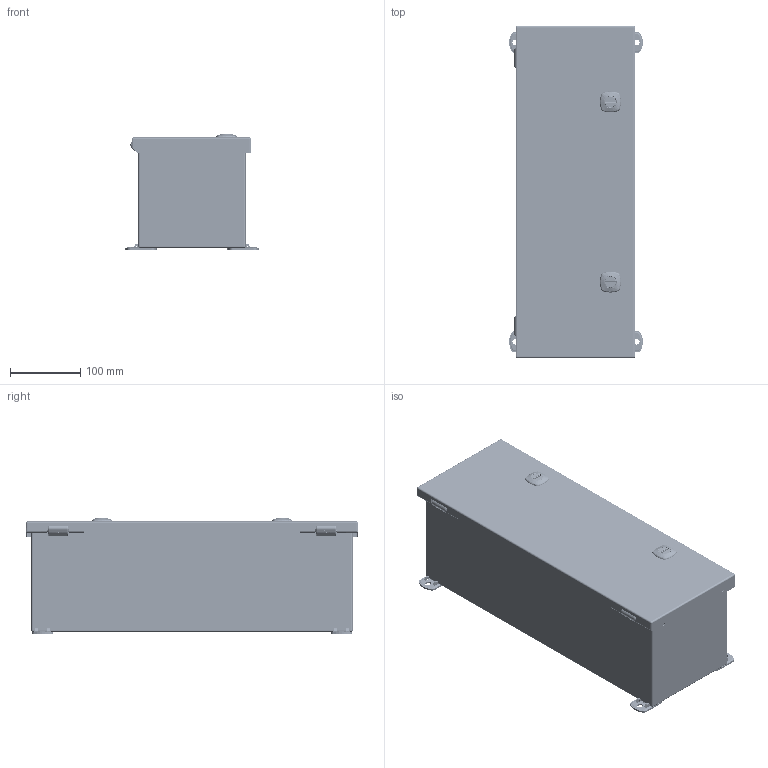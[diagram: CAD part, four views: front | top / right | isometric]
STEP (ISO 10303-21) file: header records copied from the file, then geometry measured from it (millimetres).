
FILE_DESCRIPTION(/* description */ ('1412CH 18" x 6" x 6" Assembly'),/* implementation_level */ '2;1');
FILE_NAME(/* name */ '1412CH060618IP.stp',/* time_stamp */ '2025-05-22T16:56:10-04:00',/* author */ ('BoxCad'),/* organization */ (''),/* preprocessor_version */ 'ST-DEVELOPER v20',/* originating_system */ 'Autodesk Inventor 2024',/* authorisation */ '');
FILE_SCHEMA (('AUTOMOTIVE_DESIGN { 1 0 10303 214 3 1 1 }'));
Products named in the file (44): 1412CH060618IP; 1412CH060618IPB; 1412CH060618IPB-P; STK-Q-08350; 1412CH060618IPIP; 1412CH060618IPIP-P; 1412CH060618IPMF; 1412CH060618IPMF1; STK-Q-71310; STK-Q-10251; STK-Q-10251-A; STK-Q-10251-B; STK-Q-03070; STK-Q-07260; 1412CH060618IPC; 1412CH060618IPC-P; 1412CH060618IPG; STK-A-33033-1; STK-A-33033-2; STK-Q-33033-B; STK-Q-33033-S; STK-Q-33033-G; STK-S-00100; STK-P-02400S; STANDOFF_M6 x 10mm; STK-A-880SCQ4CH-SL-1; STK-A-880SCQ4CH-SL-2; STK-Q-78111; STK-Q-78120; STK-Q-03200; STK-Q-78141; STK-Q-90390; STK-Q-78160; STK-Q-78555; STK-Q-78111-R; STK-A-08126-1; STK-Q-08110_1; STK-A-08126-2; STK-Q-10258; STK-Q-10258-A ...
Assembly tree (78 placements, depth 4):
  1412CH060618IP
    1412CH060618IPB
      1412CH060618IPB-P
      STK-Q-08350  x4
      STK-P-02400S
      STANDOFF_M6 x 10mm
    1412CH060618IPIP
      1412CH060618IPIP-P
    1412CH060618IPMF
      STK-Q-71310  x2
      STK-Q-03200  x2
      STK-Q-03070  x2
      STK-Q-10251  x2
        STK-Q-10251-A
        STK-Q-10251-B
      STK-Q-07260  x2
    1412CH060618IPMF1
      STK-Q-71310  x2
      STK-Q-03200  x2
      STK-Q-03070  x2
      STK-Q-10251  x2
        STK-Q-10251-A
        STK-Q-10251-B
      STK-Q-07260  x2
    1412CH060618IPC
      1412CH060618IPC-P
      1412CH060618IPG
      STK-A-33033-1
        STK-Q-33033-B
        STK-Q-33033-S
        STK-Q-33033-G
      STK-A-33033-2
        STK-Q-33033-B
        STK-Q-33033-S
        STK-Q-33033-G
      STK-S-00100
      STK-P-02400S
      STANDOFF_M6 x 10mm
      STK-A-880SCQ4CH-SL-1
        STK-Q-78111
        STK-Q-78120
        STK-Q-03200
        STK-Q-78141
        STK-Q-90390
        STK-Q-78160
        STK-Q-78555
        STK-Q-78111-R
      STK-A-880SCQ4CH-SL-2
        STK-Q-78111
        STK-Q-78120
        STK-Q-03200
        STK-Q-78141
        STK-Q-90390
        STK-Q-78160
        STK-Q-78555
        STK-Q-78111-R
    STK-A-08126-1
      STK-Q-10258
        STK-Q-10258-A
        STK-Q-10258-B
Bounding box: 190.4 x 472.24 x 163.85 mm (x, y, z)
Volume: 700422.3 mm3; surface area: 933525.6 mm2
Topology: 67 solids, 67 shells, 9235 faces, 23624 edges, 14384 vertices
Faces by surface type: plane 4701, cylinder 1930, bspline 1588, torus 630, cone 202, sphere 184
Full cylindrical faces by diameter (mm): 0.762 x6, 0.9 x6, 3 x2, 3.175 x2, 4 x2, 4.2 x2, 4.4 x6, 4.45 x2, 4.9 x14, 5 x4, 5.1 x48, 5.9 x78, 6 x4, 6.1 x6, 7.62 x2, 7.747 x4, 8.128 x4, 9.6 x2, 9.9 x4, 10 x4, 12.8 x2, 13 x6, 15.9 x2, 16 x2, 25 x4, 29 x4
Entity records: 126691 total; most frequent: CARTESIAN_POINT 46497, ORIENTED_EDGE 17078, DIRECTION 15316, EDGE_CURVE 8539, AXIS2_PLACEMENT_3D 5381, VERTEX_POINT 5253, LINE 4554, VECTOR 4554
